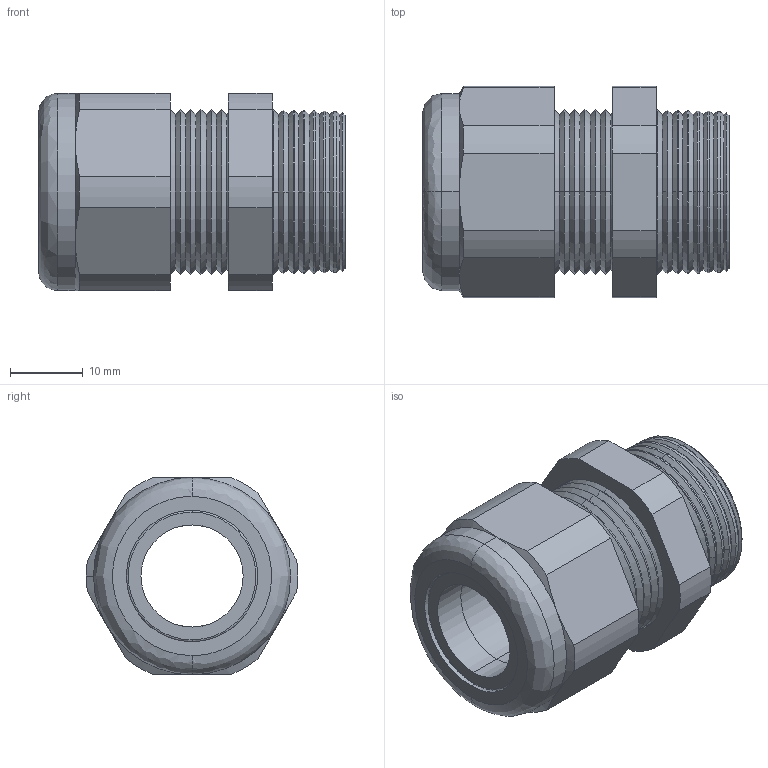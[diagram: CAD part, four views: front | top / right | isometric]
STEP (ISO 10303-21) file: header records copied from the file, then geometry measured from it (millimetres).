
FILE_DESCRIPTION (( 'STEP AP214' ), '1' );
FILE_NAME ('PRESSE ETOUPE PGPG 16 (9 a 14).STEP', '2018-02-27T09:20:49', ( '' ), ( '' ), 'SwSTEP 2.0', 'SolidWorks 2018', '' );
FILE_SCHEMA (( 'AUTOMOTIVE_DESIGN' ));
Length unit declared in the file: millimetre
Products named in the file (1): PRESSE ETOUPE PGPG 16 (9 a 14)
Bounding box: 42 x 28.98 x 27 mm (x, y, z)
Volume: 14052 mm3; surface area: 8517.6 mm2
Topology: 3 solids, 3 shells, 141 faces, 335 edges, 202 vertices
Faces by surface type: cone 93, cylinder 24, plane 20, bspline 4
Entity records: 4261 total; most frequent: CARTESIAN_POINT 787, DIRECTION 773, ORIENTED_EDGE 670, EDGE_CURVE 335, AXIS2_PLACEMENT_3D 316, VERTEX_POINT 202, CIRCLE 178, EDGE_LOOP 149
